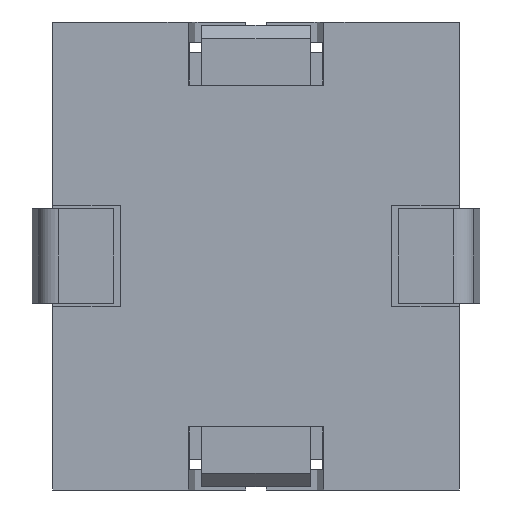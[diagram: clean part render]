
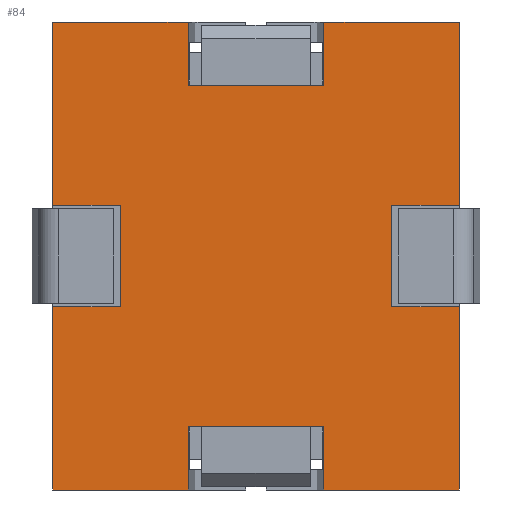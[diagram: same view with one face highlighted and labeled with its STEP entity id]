
A CAD part, front view. The second image highlights one B-rep face of the part: STEP entity #84.
In plain terms, the highlighted planar face has unit normal (0, -1, 0).
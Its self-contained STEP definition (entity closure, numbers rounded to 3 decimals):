
#84=ADVANCED_FACE('NONE',(#280),#281,.T.);
#280=FACE_OUTER_BOUND('',#595,.T.);
#281=PLANE('',#596);
#595=EDGE_LOOP('',(#1184,#1185,#1186,#1187,#1188,#1189,#1190,#1191,#1192,#1193,#1194,#1195,#1196,#1197,#1198,#1199,#1200,#1201,#1202,#1203));
#596=AXIS2_PLACEMENT_3D('',#1204,#1205,#1206);
#1184=ORIENTED_EDGE('',*,*,#2394,.F.);
#1185=ORIENTED_EDGE('',*,*,#2395,.T.);
#1186=ORIENTED_EDGE('',*,*,#2396,.T.);
#1187=ORIENTED_EDGE('',*,*,#2397,.T.);
#1188=ORIENTED_EDGE('',*,*,#2398,.F.);
#1189=ORIENTED_EDGE('',*,*,#2399,.F.);
#1190=ORIENTED_EDGE('',*,*,#2400,.F.);
#1191=ORIENTED_EDGE('',*,*,#2401,.T.);
#1192=ORIENTED_EDGE('',*,*,#2402,.T.);
#1193=ORIENTED_EDGE('',*,*,#2403,.F.);
#1194=ORIENTED_EDGE('',*,*,#2404,.F.);
#1195=ORIENTED_EDGE('',*,*,#2405,.F.);
#1196=ORIENTED_EDGE('',*,*,#2406,.F.);
#1197=ORIENTED_EDGE('',*,*,#2407,.F.);
#1198=ORIENTED_EDGE('',*,*,#2408,.F.);
#1199=ORIENTED_EDGE('',*,*,#2409,.F.);
#1200=ORIENTED_EDGE('',*,*,#2410,.F.);
#1201=ORIENTED_EDGE('',*,*,#2310,.F.);
#1202=ORIENTED_EDGE('',*,*,#2411,.T.);
#1203=ORIENTED_EDGE('',*,*,#2412,.F.);
#1204=CARTESIAN_POINT('',(-3.0,0.0,-3.45));
#1205=DIRECTION('',(0.0,-1.0,0.0));
#1206=DIRECTION('',(0.0,0.0,-1.0));
#2310=EDGE_CURVE('NONE',#2832,#2834,#2835,.T.);
#2394=EDGE_CURVE('NONE',#2975,#2976,#2977,.T.);
#2395=EDGE_CURVE('NONE',#2975,#2978,#2979,.T.);
#2396=EDGE_CURVE('NONE',#2978,#2980,#2981,.T.);
#2397=EDGE_CURVE('NONE',#2980,#2982,#2983,.T.);
#2398=EDGE_CURVE('NONE',#2984,#2982,#2985,.T.);
#2399=EDGE_CURVE('NONE',#2986,#2984,#2987,.T.);
#2400=EDGE_CURVE('NONE',#2988,#2986,#2989,.T.);
#2401=EDGE_CURVE('NONE',#2988,#2990,#2991,.T.);
#2402=EDGE_CURVE('NONE',#2990,#2992,#2993,.T.);
#2403=EDGE_CURVE('NONE',#2994,#2992,#2995,.T.);
#2404=EDGE_CURVE('NONE',#2996,#2994,#2997,.T.);
#2405=EDGE_CURVE('NONE',#2998,#2996,#2999,.T.);
#2406=EDGE_CURVE('NONE',#3000,#2998,#3001,.T.);
#2407=EDGE_CURVE('NONE',#3002,#3000,#3003,.T.);
#2408=EDGE_CURVE('NONE',#3004,#3002,#3005,.T.);
#2409=EDGE_CURVE('NONE',#3006,#3004,#3007,.T.);
#2410=EDGE_CURVE('NONE',#2834,#3006,#3008,.T.);
#2411=EDGE_CURVE('NONE',#2832,#3009,#3010,.T.);
#2412=EDGE_CURVE('NONE',#2976,#3009,#3011,.T.);
#2832=VERTEX_POINT('NONE',#3671);
#2834=VERTEX_POINT('NONE',#3674);
#2835=LINE('',#3675,#3676);
#2975=VERTEX_POINT('NONE',#3895);
#2976=VERTEX_POINT('NONE',#3896);
#2977=LINE('',#3897,#3898);
#2978=VERTEX_POINT('NONE',#3899);
#2979=LINE('',#3900,#3901);
#2980=VERTEX_POINT('NONE',#3902);
#2981=LINE('',#3903,#3904);
#2982=VERTEX_POINT('NONE',#3905);
#2983=LINE('',#3906,#3907);
#2984=VERTEX_POINT('NONE',#3908);
#2985=LINE('',#3909,#3910);
#2986=VERTEX_POINT('NONE',#3911);
#2987=LINE('',#3912,#3913);
#2988=VERTEX_POINT('NONE',#3914);
#2989=LINE('',#3915,#3916);
#2990=VERTEX_POINT('NONE',#3917);
#2991=LINE('',#3918,#3919);
#2992=VERTEX_POINT('NONE',#3920);
#2993=LINE('',#3921,#3922);
#2994=VERTEX_POINT('NONE',#3923);
#2995=LINE('',#3924,#3925);
#2996=VERTEX_POINT('NONE',#3926);
#2997=LINE('',#3927,#3928);
#2998=VERTEX_POINT('NONE',#3929);
#2999=LINE('',#3930,#3931);
#3000=VERTEX_POINT('NONE',#3932);
#3001=LINE('',#3933,#3934);
#3002=VERTEX_POINT('NONE',#3935);
#3003=LINE('',#3936,#3937);
#3004=VERTEX_POINT('NONE',#3938);
#3005=LINE('',#3939,#3940);
#3006=VERTEX_POINT('NONE',#3941);
#3007=LINE('',#3942,#3943);
#3008=LINE('',#3944,#3945);
#3009=VERTEX_POINT('NONE',#3946);
#3010=LINE('',#3947,#3948);
#3011=LINE('',#3949,#3950);
#3671=CARTESIAN_POINT('',(-1.001,0.,2.52));
#3674=CARTESIAN_POINT('',(1.001,0.,2.52));
#3675=CARTESIAN_POINT('',(-1.001,0.,2.52));
#3676=VECTOR('',#4776,1000.0);
#3895=CARTESIAN_POINT('',(-3.0,0.0,0.75));
#3896=CARTESIAN_POINT('',(-3.0,0.0,3.45));
#3897=CARTESIAN_POINT('',(-3.0,0.0,3.45));
#3898=VECTOR('',#4868,1000.0);
#3899=CARTESIAN_POINT('',(-2.0,0.0,0.75));
#3900=CARTESIAN_POINT('',(-3.0,0.0,0.75));
#3901=VECTOR('',#4869,1000.0);
#3902=CARTESIAN_POINT('',(-2.0,0.0,-0.75));
#3903=CARTESIAN_POINT('',(-2.0,0.0,0.75));
#3904=VECTOR('',#4870,1000.0);
#3905=CARTESIAN_POINT('',(-3.0,0.0,-0.75));
#3906=CARTESIAN_POINT('',(-3.0,0.0,-0.75));
#3907=VECTOR('',#4871,1000.0);
#3908=CARTESIAN_POINT('',(-3.0,0.0,-3.45));
#3909=CARTESIAN_POINT('',(-3.0,0.0,3.45));
#3910=VECTOR('',#4872,1000.0);
#3911=CARTESIAN_POINT('',(-1.001,0.,-3.45));
#3912=CARTESIAN_POINT('',(-3.0,0.0,-3.45));
#3913=VECTOR('',#4873,1000.0);
#3914=CARTESIAN_POINT('',(-1.001,0.,-2.52));
#3915=CARTESIAN_POINT('',(-1.001,0.,-2.52));
#3916=VECTOR('',#4874,1000.0);
#3917=CARTESIAN_POINT('',(1.001,0.,-2.52));
#3918=CARTESIAN_POINT('',(-1.001,0.,-2.52));
#3919=VECTOR('',#4875,1000.0);
#3920=CARTESIAN_POINT('',(1.001,0.,-3.45));
#3921=CARTESIAN_POINT('',(1.001,0.,-2.52));
#3922=VECTOR('',#4876,1000.0);
#3923=CARTESIAN_POINT('',(3.0,0.0,-3.45));
#3924=CARTESIAN_POINT('',(-3.0,0.0,-3.45));
#3925=VECTOR('',#4877,1000.0);
#3926=CARTESIAN_POINT('',(3.0,0.0,-0.75));
#3927=CARTESIAN_POINT('',(3.0,0.0,3.45));
#3928=VECTOR('',#4878,1000.0);
#3929=CARTESIAN_POINT('',(2.0,0.0,-0.75));
#3930=CARTESIAN_POINT('',(3.0,0.0,-0.75));
#3931=VECTOR('',#4879,1000.0);
#3932=CARTESIAN_POINT('',(2.0,0.0,0.75));
#3933=CARTESIAN_POINT('',(2.0,0.0,0.75));
#3934=VECTOR('',#4880,1000.0);
#3935=CARTESIAN_POINT('',(3.0,0.0,0.75));
#3936=CARTESIAN_POINT('',(3.0,0.0,0.75));
#3937=VECTOR('',#4881,1000.0);
#3938=CARTESIAN_POINT('',(3.0,0.0,3.45));
#3939=CARTESIAN_POINT('',(3.0,0.0,3.45));
#3940=VECTOR('',#4882,1000.0);
#3941=CARTESIAN_POINT('',(1.001,0.,3.45));
#3942=CARTESIAN_POINT('',(-3.0,0.0,3.45));
#3943=VECTOR('',#4883,1000.0);
#3944=CARTESIAN_POINT('',(1.001,0.,2.52));
#3945=VECTOR('',#4884,1000.0);
#3946=CARTESIAN_POINT('',(-1.001,0.,3.45));
#3947=CARTESIAN_POINT('',(-1.001,0.,2.52));
#3948=VECTOR('',#4885,1000.0);
#3949=CARTESIAN_POINT('',(-3.0,0.0,3.45));
#3950=VECTOR('',#4886,1000.0);
#4776=DIRECTION('',(1.0,0.,0.0));
#4868=DIRECTION('',(0.0,0.0,1.0));
#4869=DIRECTION('',(1.0,0.0,0.));
#4870=DIRECTION('',(0.0,0.0,-1.0));
#4871=DIRECTION('',(-1.0,0.0,0.));
#4872=DIRECTION('',(0.0,0.0,1.0));
#4873=DIRECTION('',(-1.0,0.0,0.));
#4874=DIRECTION('',(0.0,0.0,-1.0));
#4875=DIRECTION('',(1.0,0.,0.0));
#4876=DIRECTION('',(0.0,0.0,-1.0));
#4877=DIRECTION('',(-1.0,0.0,0.));
#4878=DIRECTION('',(0.0,0.0,-1.0));
#4879=DIRECTION('',(1.0,0.0,0.));
#4880=DIRECTION('',(0.0,0.0,-1.0));
#4881=DIRECTION('',(-1.0,0.0,0.));
#4882=DIRECTION('',(0.0,0.0,-1.0));
#4883=DIRECTION('',(1.0,0.0,0.));
#4884=DIRECTION('',(0.0,0.0,1.0));
#4885=DIRECTION('',(0.0,0.0,1.0));
#4886=DIRECTION('',(1.0,0.0,0.));
